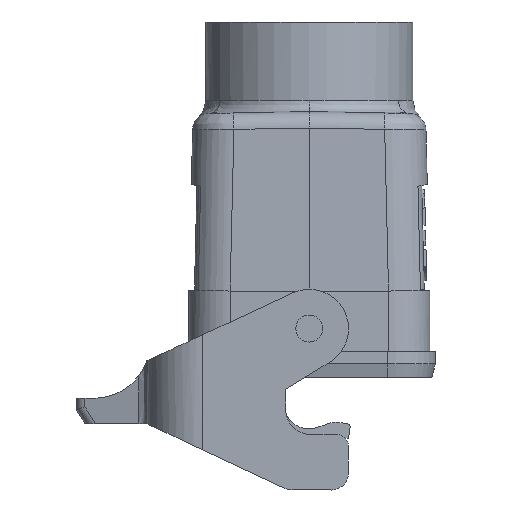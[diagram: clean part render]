
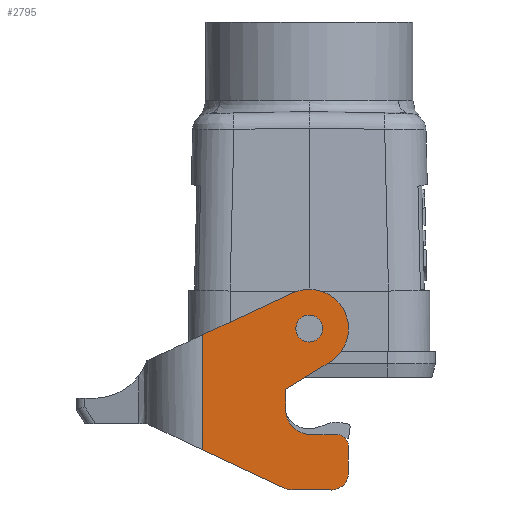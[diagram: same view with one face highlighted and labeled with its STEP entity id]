
A CAD part, left-side view. The second image highlights one B-rep face of the part: STEP entity #2795.
In plain terms, the highlighted planar face has unit normal (-1, 0, 0).
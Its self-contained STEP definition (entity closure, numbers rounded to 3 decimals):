
#2622=CIRCLE('',#8835,2.);
#2626=CIRCLE('',#8841,4.5);
#2629=CIRCLE('',#8848,3.);
#2631=CIRCLE('',#8852,3.);
#2650=CIRCLE('',#8899,7.);
#2795=ADVANCED_FACE('',(#3367),#3133,.T.);
#3133=PLANE('',#8907);
#3367=FACE_OUTER_BOUND('',#3698,.T.);
#3698=EDGE_LOOP('',(#4307,#4308,#4309,#4310,#4311,#4312,#4313,#4314,#4315,
#4316,#4317,#4318,#4319));
#4307=ORIENTED_EDGE('',*,*,#6439,.T.);
#4308=ORIENTED_EDGE('',*,*,#6442,.T.);
#4309=ORIENTED_EDGE('',*,*,#6544,.F.);
#4310=ORIENTED_EDGE('',*,*,#6546,.T.);
#4311=ORIENTED_EDGE('',*,*,#6564,.T.);
#4312=ORIENTED_EDGE('',*,*,#6460,.T.);
#4313=ORIENTED_EDGE('',*,*,#6449,.T.);
#4314=ORIENTED_EDGE('',*,*,#6452,.T.);
#4315=ORIENTED_EDGE('',*,*,#6454,.T.);
#4316=ORIENTED_EDGE('',*,*,#6444,.F.);
#4317=ORIENTED_EDGE('',*,*,#6424,.F.);
#4318=ORIENTED_EDGE('',*,*,#6416,.F.);
#4319=ORIENTED_EDGE('',*,*,#6435,.F.);
#5839=VERTEX_POINT('',#11032);
#5841=VERTEX_POINT('',#11036);
#5849=VERTEX_POINT('',#11055);
#5857=VERTEX_POINT('',#11075);
#5859=VERTEX_POINT('',#11082);
#5861=VERTEX_POINT('',#11088);
#5863=VERTEX_POINT('',#11094);
#5865=VERTEX_POINT('',#11099);
#5867=VERTEX_POINT('',#11103);
#5869=VERTEX_POINT('',#11109);
#5873=VERTEX_POINT('',#11124);
#5929=VERTEX_POINT('',#11376);
#5930=VERTEX_POINT('',#11380);
#6416=EDGE_CURVE('',#5841,#5839,#7311,.T.);
#6424=EDGE_CURVE('',#5839,#5849,#2622,.T.);
#6435=EDGE_CURVE('',#5857,#5841,#2626,.T.);
#6439=EDGE_CURVE('',#5857,#5859,#7326,.T.);
#6442=EDGE_CURVE('',#5859,#5861,#7329,.T.);
#6444=EDGE_CURVE('',#5849,#5863,#7331,.T.);
#6449=EDGE_CURVE('',#5865,#5867,#2629,.T.);
#6452=EDGE_CURVE('',#5867,#5869,#7337,.T.);
#6454=EDGE_CURVE('',#5869,#5863,#2631,.T.);
#6460=EDGE_CURVE('',#5873,#5865,#7342,.T.);
#6544=EDGE_CURVE('',#5929,#5861,#2650,.T.);
#6546=EDGE_CURVE('',#5929,#5930,#7390,.T.);
#6564=EDGE_CURVE('',#5930,#5873,#7399,.T.);
#7311=LINE('',#11037,#7883);
#7326=LINE('',#11083,#7898);
#7329=LINE('',#11089,#7901);
#7331=LINE('',#11093,#7903);
#7337=LINE('',#11110,#7909);
#7342=LINE('',#11125,#7914);
#7390=LINE('',#11381,#7962);
#7399=LINE('',#11481,#7971);
#7883=VECTOR('',#9377,1.);
#7898=VECTOR('',#9418,1.);
#7901=VECTOR('',#9423,1.);
#7903=VECTOR('',#9427,1.);
#7909=VECTOR('',#9441,1.);
#7914=VECTOR('',#9458,1.);
#7962=VECTOR('',#9596,1.);
#7971=VECTOR('',#9617,1.);
#8835=AXIS2_PLACEMENT_3D('',#11054,#9391,#9392);
#8841=AXIS2_PLACEMENT_3D('',#11076,#9410,#9411);
#8848=AXIS2_PLACEMENT_3D('',#11104,#9435,#9436);
#8852=AXIS2_PLACEMENT_3D('',#11113,#9446,#9447);
#8899=AXIS2_PLACEMENT_3D('',#11377,#9591,#9592);
#8907=AXIS2_PLACEMENT_3D('',#11482,#9618,#9619);
#9377=DIRECTION('',(0.,-1.,-0.001));
#9391=DIRECTION('',(1.,0.,0.));
#9392=DIRECTION('',(0.,0.,1.));
#9410=DIRECTION('',(-1.,0.,0.));
#9411=DIRECTION('',(0.,0.,1.));
#9418=DIRECTION('',(0.,-0.001,1.));
#9423=DIRECTION('',(0.,-0.849,0.529));
#9427=DIRECTION('',(0.,0.001,-1.));
#9435=DIRECTION('',(-1.,0.,0.));
#9436=DIRECTION('',(0.,0.,1.));
#9441=DIRECTION('',(0.,-1.,-0.001));
#9446=DIRECTION('',(-1.,0.,0.));
#9447=DIRECTION('',(0.,0.,1.));
#9458=DIRECTION('',(0.,-0.906,-0.424));
#9591=DIRECTION('',(1.,0.,0.));
#9592=DIRECTION('',(0.,0.,1.));
#9596=DIRECTION('',(0.,0.907,-0.421));
#9617=DIRECTION('',(0.,0.001,-1.));
#9618=DIRECTION('',(-1.,0.,0.));
#9619=DIRECTION('',(0.,-1.,-0.001));
#11032=CARTESIAN_POINT('',(-54.4,-4.975,-21.757));
#11036=CARTESIAN_POINT('',(-54.4,-0.275,-21.75));
#11037=CARTESIAN_POINT('',(-54.4,-4.975,-21.757));
#11054=CARTESIAN_POINT('',(-54.4,-4.972,-23.757));
#11055=CARTESIAN_POINT('',(-54.4,-6.972,-23.759));
#11075=CARTESIAN_POINT('',(-54.4,4.219,-17.244));
#11076=CARTESIAN_POINT('',(-54.4,-0.281,-17.25));
#11082=CARTESIAN_POINT('',(-54.4,4.214,-13.723));
#11083=CARTESIAN_POINT('',(-54.4,4.239,-32.539));
#11088=CARTESIAN_POINT('',(-54.4,-3.702,-8.791));
#11089=CARTESIAN_POINT('',(-54.4,24.05,-26.081));
#11093=CARTESIAN_POINT('',(-54.4,-6.965,-28.904));
#11094=CARTESIAN_POINT('',(-54.4,-6.966,-28.659));
#11099=CARTESIAN_POINT('',(-54.4,4.336,-31.363));
#11103=CARTESIAN_POINT('',(-54.4,3.068,-31.646));
#11104=CARTESIAN_POINT('',(-54.4,3.064,-28.646));
#11109=CARTESIAN_POINT('',(-54.4,-3.962,-31.655));
#11110=CARTESIAN_POINT('',(-54.4,3.068,-31.646));
#11113=CARTESIAN_POINT('',(-54.4,-3.966,-28.655));
#11124=CARTESIAN_POINT('',(-54.4,19.029,-24.488));
#11125=CARTESIAN_POINT('',(-54.4,19.935,-24.064));
#11376=CARTESIAN_POINT('',(-54.4,2.95,3.498));
#11377=CARTESIAN_POINT('',(-54.4,0.,-2.85));
#11380=CARTESIAN_POINT('',(-54.4,19.001,-3.961));
#11381=CARTESIAN_POINT('',(-54.4,30.769,-9.429));
#11481=CARTESIAN_POINT('',(-54.4,19.002,-4.52));
#11482=CARTESIAN_POINT('',(-54.4,20.039,-32.518));
